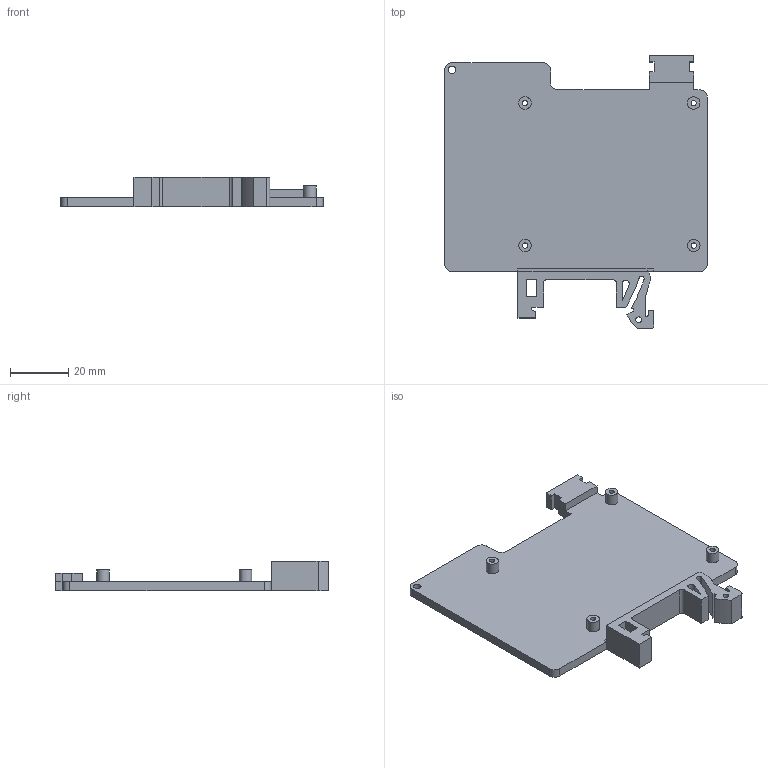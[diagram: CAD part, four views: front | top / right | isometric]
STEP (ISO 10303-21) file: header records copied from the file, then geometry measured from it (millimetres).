
FILE_DESCRIPTION(('FreeCAD Model'),'2;1');
FILE_NAME('DIN Rail Mount, DRP2, DINrPlate.step','2019-09-09T16:58:38',( 'Author'),(''),'Open CASCADE STEP processor 7.3','FreeCAD','Unknown' );
FILE_SCHEMA(('AUTOMOTIVE_DESIGN { 1 0 10303 214 1 1 1 1 }'));
Length unit declared in the file: millimetre
Products named in the file (1): Body
Bounding box: 90.3 x 94.16 x 10 mm (x, y, z)
Volume: 22886.7 mm3; surface area: 16586.7 mm2
Topology: 1 solids, 1 shells, 88 faces, 238 edges, 156 vertices
Faces by surface type: plane 61, cylinder 26, extrusion 1
Full cylindrical faces by diameter (mm): 1.8 x4, 2 x1, 2.6 x1, 4.3 x4
Entity records: 6027 total; most frequent: CARTESIAN_POINT 1235, DIRECTION 889, VECTOR 595, LINE 594, ORIENTED_EDGE 476, PCURVE 476, DEFINITIONAL_REPRESENTATION 476, EDGE_CURVE 238
